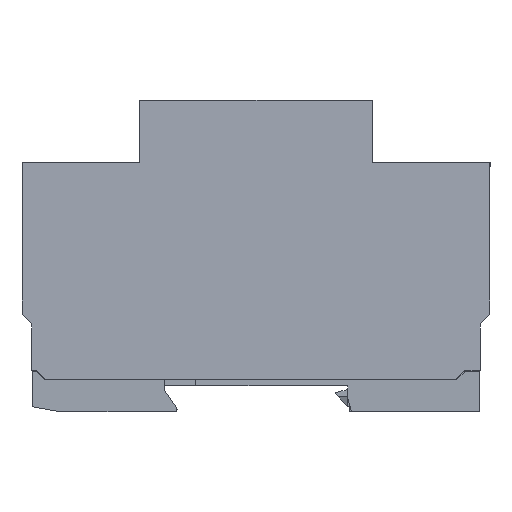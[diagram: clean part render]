
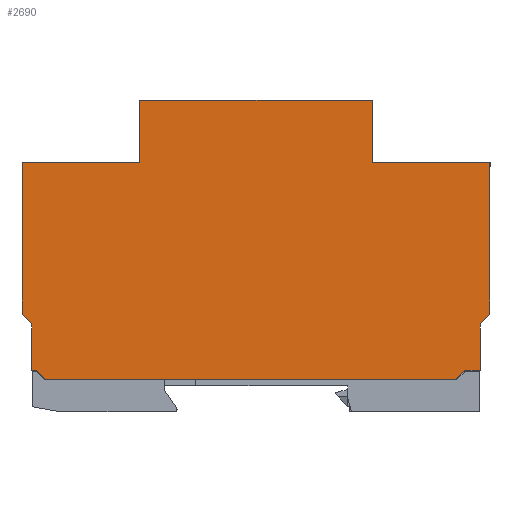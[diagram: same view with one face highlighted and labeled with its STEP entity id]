
A CAD part, left-side view. The second image highlights one B-rep face of the part: STEP entity #2690.
In plain terms, the highlighted planar face has unit normal (-1, 0, 0.005).
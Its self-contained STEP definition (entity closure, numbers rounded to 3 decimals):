
#1833=FACE_OUTER_BOUND('',#8964,.T.);
#2690=ADVANCED_FACE('',(#1833),#3623,.T.);
#3623=PLANE('',#21706);
#4216=LINE('',#28500,#6276);
#4228=LINE('',#28526,#6288);
#4301=LINE('',#28681,#6361);
#4569=LINE('',#29252,#6629);
#4590=LINE('',#29288,#6650);
#4595=LINE('',#29298,#6655);
#4632=LINE('',#29369,#6692);
#4649=LINE('',#29397,#6709);
#4917=LINE('',#29950,#6977);
#4920=LINE('',#29956,#6980);
#4931=LINE('',#29978,#6991);
#4981=LINE('',#30077,#7041);
#4995=LINE('',#30104,#7055);
#4998=LINE('',#30112,#7058);
#5012=LINE('',#30138,#7072);
#5013=LINE('',#30140,#7073);
#6276=VECTOR('',#22694,1.);
#6288=VECTOR('',#22710,1.);
#6361=VECTOR('',#22801,1.);
#6629=VECTOR('',#23197,1.);
#6650=VECTOR('',#23228,1.);
#6655=VECTOR('',#23235,1.);
#6692=VECTOR('',#23288,1.);
#6709=VECTOR('',#23315,1.);
#6977=VECTOR('',#23875,1.);
#6980=VECTOR('',#23882,1.);
#6991=VECTOR('',#23895,1.);
#7041=VECTOR('',#23995,1.);
#7055=VECTOR('',#24017,1.);
#7058=VECTOR('',#24024,1.);
#7072=VECTOR('',#24056,1.);
#7073=VECTOR('',#24059,1.);
#8964=EDGE_LOOP('',(#11490,#11491,#11492,#11493,#11494,#11495,#11496,#11497,
#11498,#11499,#11500,#11501,#11502,#11503,#11504,#11505));
#11490=ORIENTED_EDGE('',*,*,#17893,.F.);
#11491=ORIENTED_EDGE('',*,*,#18248,.T.);
#11492=ORIENTED_EDGE('',*,*,#18269,.T.);
#11493=ORIENTED_EDGE('',*,*,#17978,.T.);
#11494=ORIENTED_EDGE('',*,*,#18311,.F.);
#11495=ORIENTED_EDGE('',*,*,#18707,.T.);
#11496=ORIENTED_EDGE('',*,*,#18721,.F.);
#11497=ORIENTED_EDGE('',*,*,#18629,.T.);
#11498=ORIENTED_EDGE('',*,*,#17905,.F.);
#11499=ORIENTED_EDGE('',*,*,#18722,.F.);
#11500=ORIENTED_EDGE('',*,*,#18704,.T.);
#11501=ORIENTED_EDGE('',*,*,#18690,.F.);
#11502=ORIENTED_EDGE('',*,*,#18640,.F.);
#11503=ORIENTED_EDGE('',*,*,#18274,.T.);
#11504=ORIENTED_EDGE('',*,*,#18328,.T.);
#11505=ORIENTED_EDGE('',*,*,#18626,.T.);
#15874=VERTEX_POINT('',#28499);
#15875=VERTEX_POINT('',#28501);
#15886=VERTEX_POINT('',#28525);
#15887=VERTEX_POINT('',#28527);
#15940=VERTEX_POINT('',#28643);
#15959=VERTEX_POINT('',#28680);
#16198=VERTEX_POINT('',#29251);
#16212=VERTEX_POINT('',#29297);
#16213=VERTEX_POINT('',#29299);
#16238=VERTEX_POINT('',#29368);
#16244=VERTEX_POINT('',#29396);
#16385=VERTEX_POINT('',#29957);
#16395=VERTEX_POINT('',#29979);
#16417=VERTEX_POINT('',#30074);
#16428=VERTEX_POINT('',#30105);
#16429=VERTEX_POINT('',#30110);
#17893=EDGE_CURVE('',#15874,#15875,#4216,.T.);
#17905=EDGE_CURVE('',#15886,#15887,#4228,.T.);
#17978=EDGE_CURVE('',#15940,#15959,#4301,.T.);
#18248=EDGE_CURVE('',#15874,#16198,#4569,.T.);
#18269=EDGE_CURVE('',#16198,#15940,#4590,.T.);
#18274=EDGE_CURVE('',#16213,#16212,#4595,.T.);
#18311=EDGE_CURVE('',#16238,#15959,#4632,.T.);
#18328=EDGE_CURVE('',#16212,#16244,#4649,.T.);
#18626=EDGE_CURVE('',#16244,#15875,#4917,.T.);
#18629=EDGE_CURVE('',#16385,#15887,#4920,.T.);
#18640=EDGE_CURVE('',#16213,#16395,#4931,.T.);
#18690=EDGE_CURVE('',#16395,#16417,#4981,.T.);
#18704=EDGE_CURVE('',#16428,#16417,#4995,.T.);
#18707=EDGE_CURVE('',#16238,#16429,#4998,.T.);
#18721=EDGE_CURVE('',#16385,#16429,#5012,.T.);
#18722=EDGE_CURVE('',#16428,#15886,#5013,.T.);
#21706=AXIS2_PLACEMENT_3D('',#30142,#24062,#24063);
#22694=DIRECTION('',(0.,1.,0.));
#22710=DIRECTION('',(0.,-1.,0.));
#22801=DIRECTION('',(0.005,0.005,1.));
#23197=DIRECTION('',(0.004,-0.707,0.707));
#23228=DIRECTION('',(0.,-1.,0.));
#23235=DIRECTION('',(-0.005,0.005,-1.));
#23288=DIRECTION('',(-0.004,0.707,-0.707));
#23315=DIRECTION('',(0.,-1.,0.));
#23875=DIRECTION('',(-0.004,-0.707,-0.707));
#23882=DIRECTION('',(0.005,0.005,1.));
#23895=DIRECTION('',(0.004,0.707,0.707));
#23995=DIRECTION('',(0.005,0.,1.));
#24017=DIRECTION('',(0.,1.,0.));
#24024=DIRECTION('',(0.005,0.,1.));
#24056=DIRECTION('',(0.,-1.,0.));
#24059=DIRECTION('',(0.005,-0.005,1.));
#24062=DIRECTION('',(-1.,0.,0.005));
#24063=DIRECTION('',(0.,1.,0.));
#28499=CARTESIAN_POINT('',(0.,6.6,6.2));
#28500=CARTESIAN_POINT('',(0.,23.938,6.2));
#28501=CARTESIAN_POINT('',(0.,85.25,6.2));
#28525=CARTESIAN_POINT('',(0.281,67.262,59.9));
#28526=CARTESIAN_POINT('',(0.281,44.925,59.9));
#28527=CARTESIAN_POINT('',(0.281,22.588,59.9));
#28643=CARTESIAN_POINT('',(0.009,1.85,7.95));
#28680=CARTESIAN_POINT('',(0.056,1.897,16.903));
#28681=CARTESIAN_POINT('',(0.074,1.914,20.268));
#29251=CARTESIAN_POINT('',(0.009,4.85,7.95));
#29252=CARTESIAN_POINT('',(-0.016,9.645,3.155));
#29288=CARTESIAN_POINT('',(0.009,44.925,7.95));
#29297=CARTESIAN_POINT('',(0.009,88.,7.95));
#29298=CARTESIAN_POINT('',(0.074,87.936,20.245));
#29299=CARTESIAN_POINT('',(0.056,87.953,16.903));
#29368=CARTESIAN_POINT('',(0.066,0.,18.8));
#29369=CARTESIAN_POINT('',(0.066,-0.091,18.891));
#29396=CARTESIAN_POINT('',(0.009,87.,7.95));
#29397=CARTESIAN_POINT('',(0.009,66.463,7.95));
#29950=CARTESIAN_POINT('',(-0.014,82.58,3.53));
#29956=CARTESIAN_POINT('',(0.137,22.443,32.367));
#29957=CARTESIAN_POINT('',(0.219,22.525,47.95));
#29978=CARTESIAN_POINT('',(0.025,81.982,10.932));
#29979=CARTESIAN_POINT('',(0.066,89.85,18.8));
#30074=CARTESIAN_POINT('',(0.219,89.85,47.95));
#30077=CARTESIAN_POINT('',(0.14,89.85,32.974));
#30104=CARTESIAN_POINT('',(0.219,44.925,47.95));
#30105=CARTESIAN_POINT('',(0.219,67.325,47.95));
#30110=CARTESIAN_POINT('',(0.219,0.,47.95));
#30112=CARTESIAN_POINT('',(0.067,0.,18.938));
#30138=CARTESIAN_POINT('',(0.219,13.989,47.95));
#30140=CARTESIAN_POINT('',(0.246,67.297,53.262));
#30142=CARTESIAN_POINT('',(0.136,44.925,32.25));
